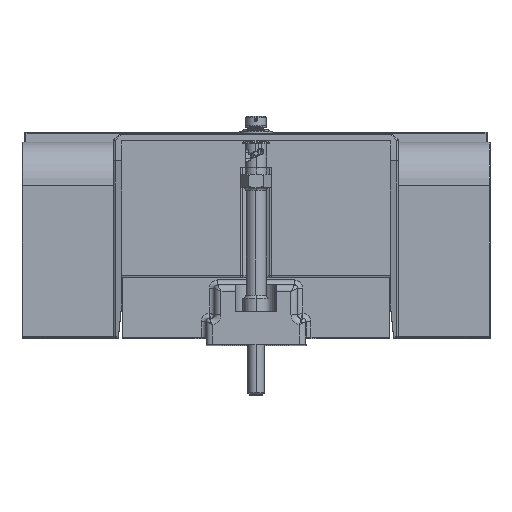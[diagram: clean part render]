
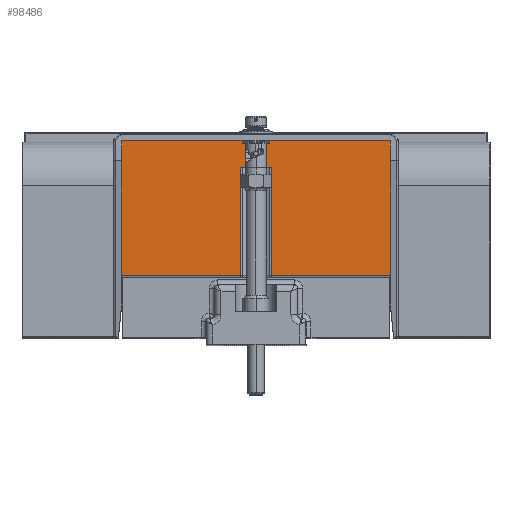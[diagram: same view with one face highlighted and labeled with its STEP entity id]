
A CAD part, top view. The second image highlights one B-rep face of the part: STEP entity #98486.
In plain terms, the highlighted planar face has unit normal (0, 0, 1).
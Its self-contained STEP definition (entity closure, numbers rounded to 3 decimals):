
#3918=DIRECTION('',(0.,-1.,0.));
#3919=VECTOR('',#3918,40.5);
#3920=CARTESIAN_POINT('',(-40.3,61.,216.5));
#3921=LINE('',#3920,#3919);
#7645=DIRECTION('',(0.,-1.,0.));
#7646=VECTOR('',#7645,40.5);
#7647=CARTESIAN_POINT('',(40.3,61.,216.5));
#7648=LINE('',#7647,#7646);
#8038=DIRECTION('',(-1.,0.,0.));
#8039=VECTOR('',#8038,35.782);
#8040=CARTESIAN_POINT('',(-4.518,20.5,216.5));
#8041=LINE('',#8040,#8039);
#8042=DIRECTION('',(-1.,0.,0.));
#8043=VECTOR('',#8042,35.782);
#8044=CARTESIAN_POINT('',(40.3,20.5,216.5));
#8045=LINE('',#8044,#8043);
#8046=DIRECTION('',(0.,-1.,0.));
#8047=VECTOR('',#8046,32.5);
#8048=CARTESIAN_POINT('',(4.518,53.,216.5));
#8049=LINE('',#8048,#8047);
#8050=DIRECTION('',(0.,1.,0.));
#8051=VECTOR('',#8050,32.5);
#8052=CARTESIAN_POINT('',(-4.518,20.5,216.5));
#8053=LINE('',#8052,#8051);
#8054=DIRECTION('',(1.,0.,0.));
#8055=VECTOR('',#8054,80.6);
#8056=CARTESIAN_POINT('',(-40.3,61.,216.5));
#8057=LINE('',#8056,#8055);
#51896=DIRECTION('',(1.,0.,0.));
#51897=VECTOR('',#51896,9.035);
#51898=CARTESIAN_POINT('',(-4.518,53.,216.5));
#51899=LINE('',#51898,#51897);
#86195=CARTESIAN_POINT('',(-40.3,61.,216.5));
#86196=CARTESIAN_POINT('',(40.3,61.,216.5));
#86197=VERTEX_POINT('',#86195);
#86198=VERTEX_POINT('',#86196);
#86211=CARTESIAN_POINT('',(-4.518,53.,216.5));
#86212=VERTEX_POINT('',#86211);
#86213=CARTESIAN_POINT('',(4.518,53.,216.5));
#86214=VERTEX_POINT('',#86213);
#88569=CARTESIAN_POINT('',(-4.518,20.5,216.5));
#88570=CARTESIAN_POINT('',(-40.3,20.5,216.5));
#88571=VERTEX_POINT('',#88569);
#88572=VERTEX_POINT('',#88570);
#88587=CARTESIAN_POINT('',(4.518,20.5,216.5));
#88588=VERTEX_POINT('',#88587);
#88591=CARTESIAN_POINT('',(40.3,20.5,216.5));
#88592=VERTEX_POINT('',#88591);
#98466=CARTESIAN_POINT('',(40.3,61.,216.5));
#98467=DIRECTION('',(0.,0.,1.));
#98468=DIRECTION('',(-1.,0.,0.));
#98469=AXIS2_PLACEMENT_3D('',#98466,#98467,#98468);
#98470=PLANE('',#98469);
#98471=ORIENTED_EDGE('',*,*,#98457,.T.);
#98472=ORIENTED_EDGE('',*,*,#95398,.F.);
#98474=ORIENTED_EDGE('',*,*,#98473,.T.);
#98475=ORIENTED_EDGE('',*,*,#98216,.T.);
#98477=ORIENTED_EDGE('',*,*,#98476,.T.);
#98479=ORIENTED_EDGE('',*,*,#98478,.F.);
#98481=ORIENTED_EDGE('',*,*,#98480,.F.);
#98483=ORIENTED_EDGE('',*,*,#98482,.F.);
#98484=EDGE_LOOP('',(#98471,#98472,#98474,#98475,#98477,#98479,#98481,#98483));
#98485=FACE_OUTER_BOUND('',#98484,.F.);
#98486=ADVANCED_FACE('',(#98485),#98470,.T.);
#95398=EDGE_CURVE('',#86197,#88572,#3921,.T.);
#98216=EDGE_CURVE('',#86198,#88592,#7648,.T.);
#98457=EDGE_CURVE('',#88571,#88572,#8041,.T.);
#98473=EDGE_CURVE('',#86197,#86198,#8057,.T.);
#98476=EDGE_CURVE('',#88592,#88588,#8045,.T.);
#98478=EDGE_CURVE('',#86214,#88588,#8049,.T.);
#98480=EDGE_CURVE('',#86212,#86214,#51899,.T.);
#98482=EDGE_CURVE('',#88571,#86212,#8053,.T.);
